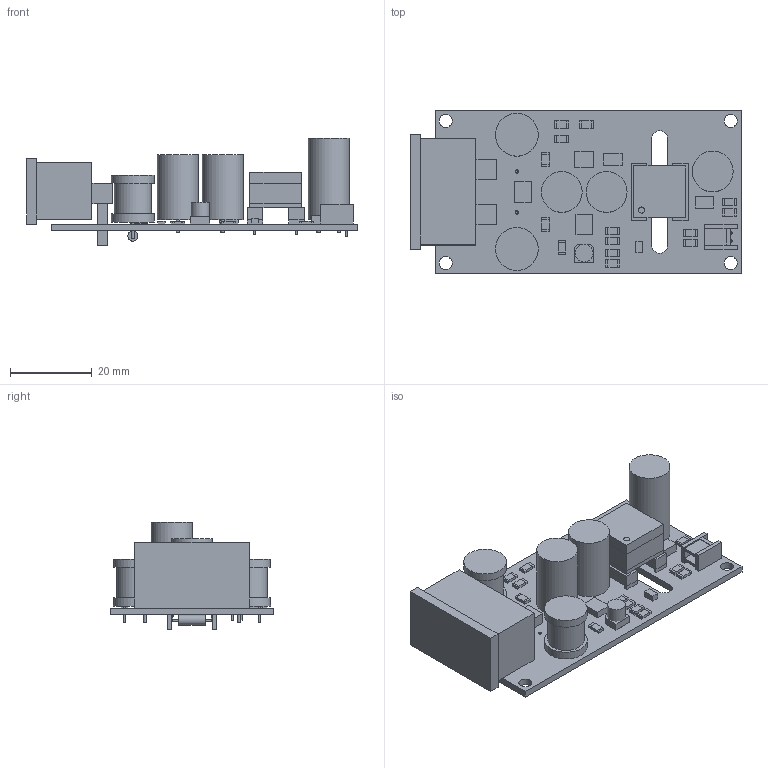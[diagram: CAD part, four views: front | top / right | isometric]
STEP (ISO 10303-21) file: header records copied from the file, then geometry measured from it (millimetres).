
FILE_DESCRIPTION(('Open CASCADE Model'),'2;1');
FILE_NAME('Open CASCADE Shape Model','2016-03-07T23:01:02',('Author'),( 'Open CASCADE'),'Open CASCADE STEP processor 6.5','Open CASCADE 6.5' ,'Unknown');
FILE_SCHEMA(('AUTOMOTIVE_DESIGN { 1 0 10303 214 1 1 1 1 }'));
Length unit declared in the file: millimetre
Products named in the file (118): PCB; Board; C1; 634588040; Cylinder; 634588160; C2; C3; 634572816; Extruded; 634572688; C4; C5; 685068184; 634571920; C6; C7; 634589240; 685068064; C8; D1; 634571536; D2; 634572560; D3; 634572944; D4; 634571792; D5; FR1; 634576400; 634576528; 685068424; J1; 634573968; 634574096; 634570640; 634573840; J2; 634574352 ...
Assembly tree (184 placements, depth 4):
  PCB
    Board
    C1
      634588040  x2
        Cylinder
      634588160
        Cylinder
    C2
      634588040  x2
        Cylinder
      634588160
        Cylinder
    C3
      634572816  x2
        Extruded
      634572688
        Extruded
    C4
      634572816  x2
        Extruded
      634572688
        Extruded
    C5
      685068184
        Cylinder
      634571920
        Extruded
    C6
      634572816  x2
        Extruded
      634572688
        Extruded
    C7
      634589240  x2
        Cylinder
      685068064
        Cylinder
    C8
      634572816  x2
        Extruded
      634572688
        Extruded
    D1
      634571536
        Extruded
    D2
      634572560
        Extruded
    D3
      634572944
        Extruded
    D4
      634571792
        Extruded
    D5
      634572944
        Extruded
    FR1
      634576400  x3
        Extruded
Bounding box: 81 x 40 x 26.3 mm (x, y, z)
Volume: 19137.6 mm3; surface area: 16908.7 mm2
Topology: 111 solids, 111 shells, 674 faces, 1354 edges, 900 vertices
Faces by surface type: plane 622, cylinder 52
Full cylindrical faces by diameter (mm): 0.6 x4, 0.8 x8, 1 x12, 1.2 x10, 1.5 x1, 2.5 x1, 3 x2, 3.2 x4, 4.4 x1, 9 x2, 10 x3, 10.5 x4
Entity records: 19081 total; most frequent: CARTESIAN_POINT 3293, DIRECTION 2765, LINE 1629, VECTOR 1629, ORIENTED_EDGE 1230, PCURVE 1226, DEFINITIONAL_REPRESENTATION 1226, EDGE_CURVE 613
